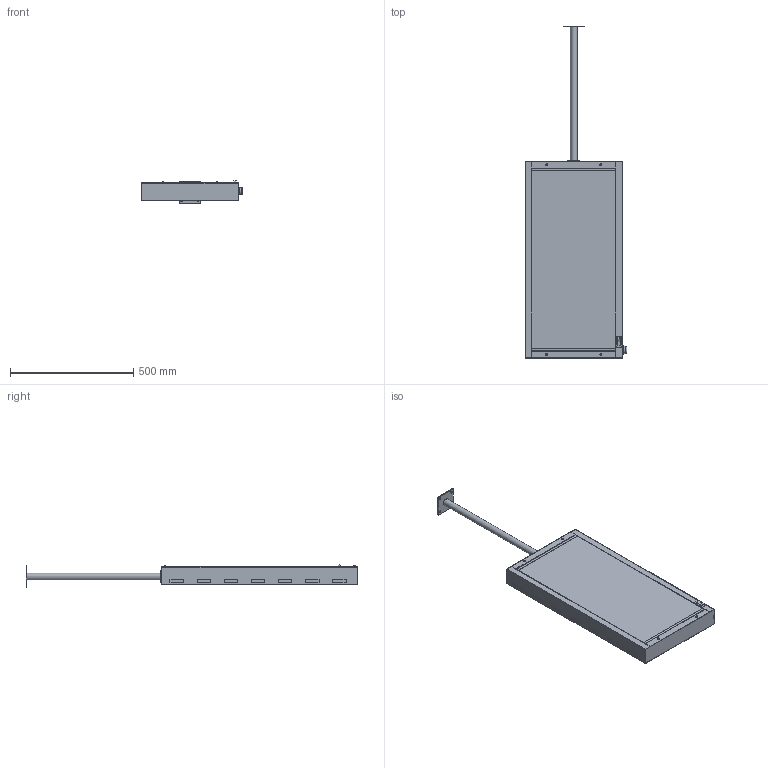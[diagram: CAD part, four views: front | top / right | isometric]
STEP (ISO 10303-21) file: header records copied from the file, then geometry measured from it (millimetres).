
FILE_DESCRIPTION(('FreeCAD Model'),'2;1');
FILE_NAME('Open CASCADE Shape Model','2025-04-29T15:20:17',('FreeCAD'),( 'FreeCAD'),'Open CASCADE STEP processor 7.6','FreeCAD','Unknown');
FILE_SCHEMA(('AUTOMOTIVE_DESIGN { 1 0 10303 214 1 1 1 1 }'));
Products named in the file (1): Open CASCADE STEP translator 7.6 1
Bounding box: 412.51 x 1344.66 x 91.41 mm (x, y, z)
Volume: 2568868.3 mm3; surface area: 2047861.9 mm2
Topology: 198 solids, 198 shells, 11103 faces, 28147 edges, 16254 vertices
Faces by surface type: bspline 11103
Entity records: 328805 total; most frequent: CARTESIAN_POINT 170660, ORIENTED_EDGE 53272, EDGE_CURVE 26631, B_SPLINE_CURVE_WITH_KNOTS 20046, VERTEX_POINT 16254, FACE_BOUND 11956, EDGE_LOOP 11956, ADVANCED_FACE 11103
